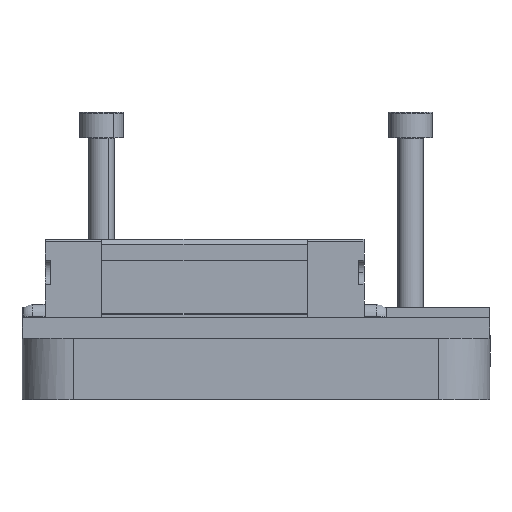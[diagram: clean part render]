
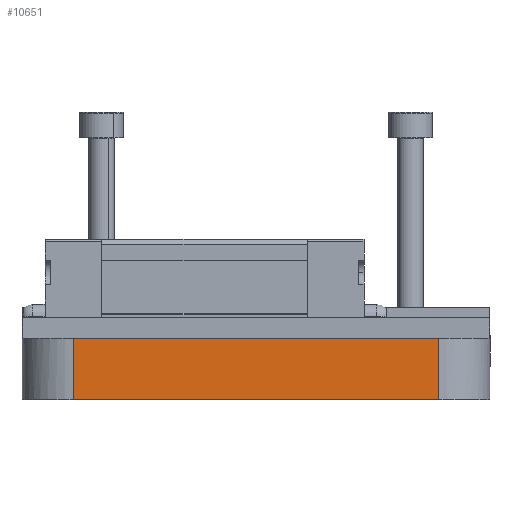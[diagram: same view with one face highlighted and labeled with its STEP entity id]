
A CAD part, front view. The second image highlights one B-rep face of the part: STEP entity #10651.
In plain terms, the highlighted planar face has unit normal (0, -1, 0).
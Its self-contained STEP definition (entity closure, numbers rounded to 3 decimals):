
#70 = LINE ( 'NONE', #8525, #12073 ) ;
#546 = CARTESIAN_POINT ( 'NONE',  ( -45.5, -112.5, 18. ) ) ;
#645 = VERTEX_POINT ( 'NONE', #13980 ) ;
#1501 = EDGE_LOOP ( 'NONE', ( #10274, #4497, #8065, #7537 ) ) ;
#1507 = LINE ( 'NONE', #13800, #15990 ) ;
#1638 = CARTESIAN_POINT ( 'NONE',  ( 35.5, -112.5, 12. ) ) ;
#2677 = FACE_OUTER_BOUND ( 'NONE', #1501, .T. ) ;
#2744 = EDGE_CURVE ( 'NONE', #645, #4263, #4328, .T. ) ;
#2837 = EDGE_CURVE ( 'NONE', #4263, #9943, #5393, .T. ) ;
#3397 = EDGE_CURVE ( 'NONE', #8106, #645, #70, .T. ) ;
#4263 = VERTEX_POINT ( 'NONE', #9382 ) ;
#4328 = LINE ( 'NONE', #6791, #9141 ) ;
#4497 = ORIENTED_EDGE ( 'NONE', *, *, #9715, .F. ) ;
#5393 = LINE ( 'NONE', #8941, #10353 ) ;
#5913 = DIRECTION ( 'NONE',  ( 1., 0., 0. ) ) ;
#6791 = CARTESIAN_POINT ( 'NONE',  ( -45.5, -112.5, 0. ) ) ;
#7537 = ORIENTED_EDGE ( 'NONE', *, *, #2744, .T. ) ;
#7580 = DIRECTION ( 'NONE',  ( 0., 0., 1. ) ) ;
#7665 = PLANE ( 'NONE',  #16301 ) ;
#8065 = ORIENTED_EDGE ( 'NONE', *, *, #3397, .T. ) ;
#8106 = VERTEX_POINT ( 'NONE', #9097 ) ;
#8525 = CARTESIAN_POINT ( 'NONE',  ( -35.5, -112.5, 18. ) ) ;
#8941 = CARTESIAN_POINT ( 'NONE',  ( 35.5, -112.5, 18. ) ) ;
#9097 = CARTESIAN_POINT ( 'NONE',  ( -35.5, -112.5, 12. ) ) ;
#9141 = VECTOR ( 'NONE', #15237, 1000. ) ;
#9382 = CARTESIAN_POINT ( 'NONE',  ( 35.5, -112.5, 0. ) ) ;
#9715 = EDGE_CURVE ( 'NONE', #8106, #9943, #1507, .T. ) ;
#9943 = VERTEX_POINT ( 'NONE', #1638 ) ;
#10274 = ORIENTED_EDGE ( 'NONE', *, *, #2837, .T. ) ;
#10353 = VECTOR ( 'NONE', #7580, 1000. ) ;
#10651 = ADVANCED_FACE ( 'NONE', ( #2677 ), #7665, .F. ) ;
#11780 = DIRECTION ( 'NONE',  ( 0., 0., 1. ) ) ;
#11820 = DIRECTION ( 'NONE',  ( 0., 0., -1. ) ) ;
#12073 = VECTOR ( 'NONE', #11820, 1000. ) ;
#13800 = CARTESIAN_POINT ( 'NONE',  ( -45.5, -112.5, 12. ) ) ;
#13961 = DIRECTION ( 'NONE',  ( 0., 1., 0. ) ) ;
#13980 = CARTESIAN_POINT ( 'NONE',  ( -35.5, -112.5, 0. ) ) ;
#15237 = DIRECTION ( 'NONE',  ( 1., 0., 0. ) ) ;
#15990 = VECTOR ( 'NONE', #5913, 1000. ) ;
#16301 = AXIS2_PLACEMENT_3D ( 'NONE', #546, #13961, #11780 ) ;
